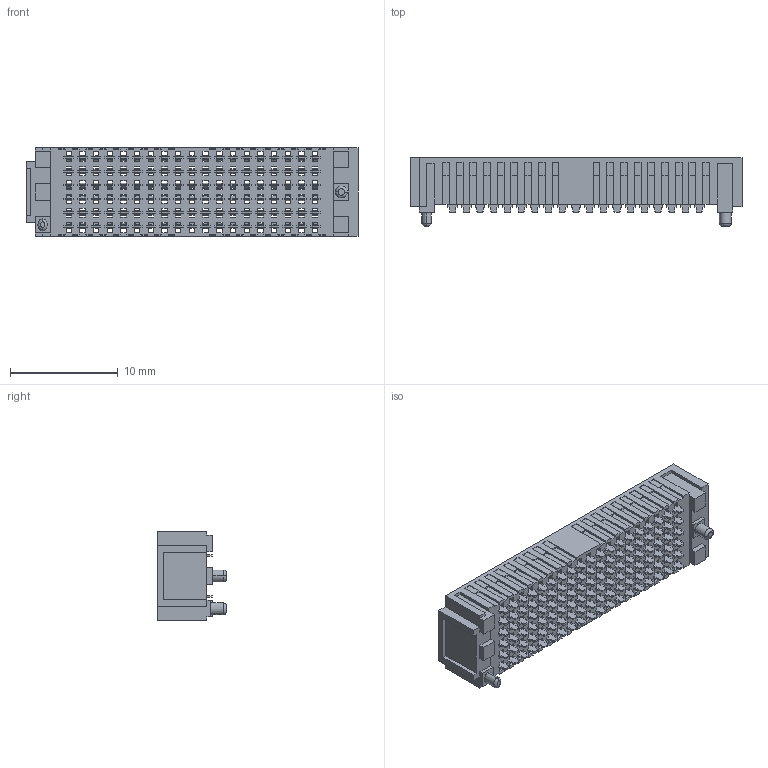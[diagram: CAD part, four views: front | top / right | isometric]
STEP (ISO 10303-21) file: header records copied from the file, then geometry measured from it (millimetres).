
FILE_DESCRIPTION((''),'2;1');
FILE_NAME('FBB12702-F114S3003BKMH51_ASM','2025-02-07T',('工程三'),(''),'PRO/ENGINEER BY PARAMETRIC TECHNOLOGY CORPORATION, 2010280','PRO/ENGINEER BY PARAMETRIC TECHNOLOGY CORPORATION, 2010280','');
FILE_SCHEMA(('CONFIG_CONTROL_DESIGN'));
Products named in the file (1): FBB12702-F114S3003BKMH51_ASM
Bounding box: 30.79 x 6.35 x 8.2 mm (x, y, z)
Volume: 553.6 mm3; surface area: 2706.1 mm2
Topology: 1 solids, 1 shells, 4438 faces, 14301 edges, 9526 vertices
Faces by surface type: plane 3435, cylinder 997, torus 2, extrusion 2, bspline 2
Entity records: 157271 total; most frequent: CARTESIAN_POINT 29531, ORIENTED_EDGE 28602, DIRECTION 24705, EDGE_CURVE 14301, VECTOR 11841, LINE 11839, VERTEX_POINT 9526, AXIS2_PLACEMENT_3D 6432
